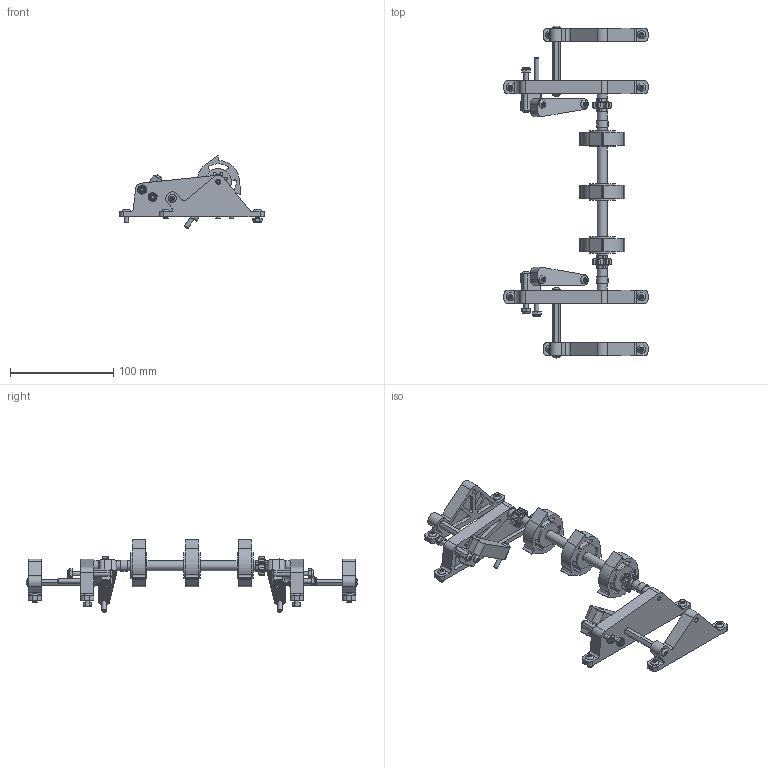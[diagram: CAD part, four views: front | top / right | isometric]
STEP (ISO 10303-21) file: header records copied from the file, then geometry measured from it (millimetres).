
FILE_DESCRIPTION(/* description */ (''),/* implementation_level */ '2;1');
FILE_NAME(/* name */ 'Middle Roller Assembly.step',/* time_stamp */ '2024-06-27T21:53:49-05:00',/* author */ (''),/* organization */ (''),/* preprocessor_version */ 'ST-DEVELOPER v20',/* originating_system */ 'Autodesk Translation Framework v13.14.0.145',/* authorisation */ '');
FILE_SCHEMA (('AUTOMOTIVE_DESIGN { 1 0 10303 214 3 1 1 }'));
Length unit declared in the file: inch
Products named in the file (35): Second Roller Subsystem; Inside_Intake_Mount_pocket_v10; Inside_Intake_Mount_pocket_MIR; HS Round Insert; 276-3524; Ramp Mount w/ Retainer; Pronged Intake Wheel; Pronged Intake Wheel_1; Ramp Mount w/ Retainer v4(Mirror); Nut Thin Nylock v1(Mirror); Standoff v1; Screw Star v1 (1); Screw Star v1 (3); Outside_Intake_Mount_v8_pocket_MIR; Screw Star v1; Outside_Intake_Mount_v8_pocket (1); Screw Star v1_1; Screw Star v1 (4); Screw Star v1 (2); Screw Star v1_2; Pronged Intake Wheel_2; Spacer (Nylon), .375 OD v1; Spacer (Nylon), .375 OD v1 (1); Spacer (Nylon), .375 OD v1 (2); Spacer (Nylon), .375 OD v1 (3); Spacer (Nylon), .375 OD v1 (4); Spacer (Nylon), .375 OD v1 (5); 8T Sprocket, 6P (276-8030); Spacer (Nylon), .375 OD v1 (6); LS Shaft Collar, Set Screw; Spacer (Nylon), .375 OD v1 (7); Screw Star v1 (5); Funnel; Nut Thin Nylock; Screw Star v1 (6)
Assembly tree (55 placements, depth 3):
  Second Roller Subsystem
    Inside_Intake_Mount_pocket_v10
      HS Round Insert
    Inside_Intake_Mount_pocket_MIR
      HS Round Insert
    276-3524
    Ramp Mount w/ Retainer
    Pronged Intake Wheel
    Pronged Intake Wheel_1
    Ramp Mount w/ Retainer v4(Mirror)
      Nut Thin Nylock v1(Mirror)
    Standoff v1  x2
    Screw Star v1_2  x4
    Nut Thin Nylock  x6
    Screw Star v1 (1)  x2
    Screw Star v1 (2)  x2
    Screw Star v1 (3)
    Outside_Intake_Mount_v8_pocket_MIR
      Screw Star v1  x3
    Outside_Intake_Mount_v8_pocket (1)
      Screw Star v1_1  x3
    Screw Star v1 (4)
    Pronged Intake Wheel_2
    8T Sprocket, 6P (276-8030)  x2
    Spacer (Nylon), .375 OD v1
    LS Shaft Collar, Set Screw  x2
    Spacer (Nylon), .375 OD v1 (1)
    Spacer (Nylon), .375 OD v1 (2)
    Spacer (Nylon), .375 OD v1 (3)
    Spacer (Nylon), .375 OD v1 (4)
    Spacer (Nylon), .375 OD v1 (5)
    Spacer (Nylon), .375 OD v1 (6)
    Spacer (Nylon), .375 OD v1 (7)
    Funnel  x2
    Screw Star v1 (5)  x2
    Screw Star v1 (6)  x2
Bounding box: 139.7 x 321.92 x 70.28 mm (x, y, z)
Volume: 219669.6 mm3; surface area: 106065 mm2
Topology: 63 solids, 63 shells, 1956 faces, 4891 edges, 3152 vertices
Faces by surface type: cylinder 895, plane 577, cone 347, bspline 67, torus 50, sphere 20
Full cylindrical faces by diameter (mm): 3.391 x14, 4.064 x2, 4.166 x42, 4.191 x6, 4.445 x8, 4.623 x26, 4.648 x4, 4.928 x8, 5.588 x7, 7.874 x7, 7.925 x20, 9.525 x8, 10.033 x2, 10.287 x2, 11 x2, 25.4 x6
Entity records: 46311 total; most frequent: CARTESIAN_POINT 15304, ORIENTED_EDGE 6264, DIRECTION 6200, EDGE_CURVE 3132, AXIS2_PLACEMENT_3D 2380, VERTEX_POINT 2036, LINE 1440, VECTOR 1440
